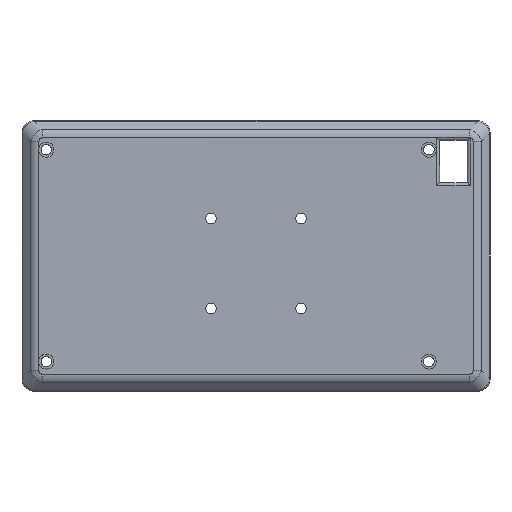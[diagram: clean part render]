
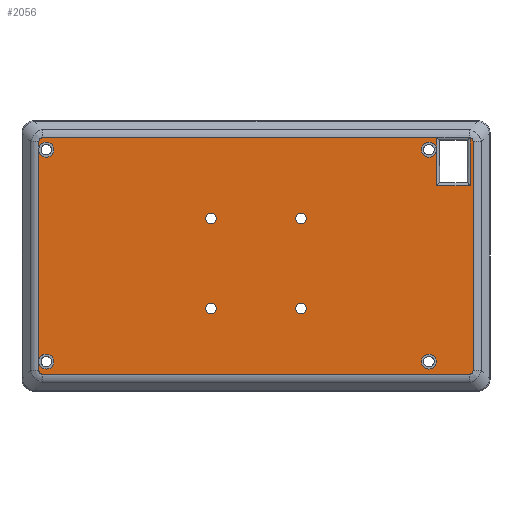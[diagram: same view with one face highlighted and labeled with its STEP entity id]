
A CAD part, front view. The second image highlights one B-rep face of the part: STEP entity #2056.
In plain terms, the highlighted planar face has unit normal (0, -1, 0).
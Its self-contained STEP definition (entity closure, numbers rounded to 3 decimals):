
#33=ELLIPSE('',#2229,2.771,1.6);
#34=ELLIPSE('',#2232,2.771,1.6);
#35=ELLIPSE('',#2233,2.771,1.6);
#36=ELLIPSE('',#2234,2.771,1.6);
#195=LINE('',#3303,#352);
#198=LINE('',#3322,#355);
#200=LINE('',#3326,#357);
#201=LINE('',#3329,#358);
#202=LINE('',#3333,#359);
#203=LINE('',#3337,#360);
#204=LINE('',#3341,#361);
#205=LINE('',#3345,#362);
#206=LINE('',#3349,#363);
#352=VECTOR('',#2581,10.);
#355=VECTOR('',#2588,10.);
#357=VECTOR('',#2594,10.);
#358=VECTOR('',#2597,10.);
#359=VECTOR('',#2600,10.);
#360=VECTOR('',#2603,10.);
#361=VECTOR('',#2606,10.);
#362=VECTOR('',#2609,10.);
#363=VECTOR('',#2612,10.);
#453=FACE_BOUND('',#639,.T.);
#454=FACE_BOUND('',#640,.T.);
#455=FACE_BOUND('',#641,.T.);
#456=FACE_BOUND('',#642,.T.);
#457=FACE_BOUND('',#643,.T.);
#458=FACE_BOUND('',#644,.T.);
#508=FACE_OUTER_BOUND('',#638,.T.);
#638=EDGE_LOOP('',(#1518,#1519,#1520,#1521,#1522,#1523,#1524,#1525,#1526,
#1527,#1528,#1529,#1530,#1531,#1532));
#639=EDGE_LOOP('',(#1533));
#640=EDGE_LOOP('',(#1534));
#641=EDGE_LOOP('',(#1535));
#642=EDGE_LOOP('',(#1536));
#643=EDGE_LOOP('',(#1537));
#644=EDGE_LOOP('',(#1538));
#779=CIRCLE('',#2230,2.5);
#780=CIRCLE('',#2231,2.5);
#781=CIRCLE('',#2235,2.5);
#782=CIRCLE('',#2236,2.5);
#783=CIRCLE('',#2237,1.75);
#784=CIRCLE('',#2238,1.75);
#785=CIRCLE('',#2239,1.75);
#786=CIRCLE('',#2240,1.75);
#917=VERTEX_POINT('',#3301);
#918=VERTEX_POINT('',#3302);
#921=VERTEX_POINT('',#3316);
#922=VERTEX_POINT('',#3321);
#923=VERTEX_POINT('',#3328);
#924=VERTEX_POINT('',#3330);
#925=VERTEX_POINT('',#3332);
#926=VERTEX_POINT('',#3334);
#927=VERTEX_POINT('',#3336);
#928=VERTEX_POINT('',#3338);
#929=VERTEX_POINT('',#3340);
#930=VERTEX_POINT('',#3342);
#931=VERTEX_POINT('',#3344);
#932=VERTEX_POINT('',#3346);
#933=VERTEX_POINT('',#3348);
#934=VERTEX_POINT('',#3351);
#935=VERTEX_POINT('',#3353);
#936=VERTEX_POINT('',#3355);
#937=VERTEX_POINT('',#3357);
#938=VERTEX_POINT('',#3359);
#939=VERTEX_POINT('',#3361);
#1140=EDGE_CURVE('',#917,#918,#195,.T.);
#1146=EDGE_CURVE('',#922,#921,#198,.T.);
#1149=EDGE_CURVE('',#922,#917,#200,.T.);
#1150=EDGE_CURVE('',#923,#921,#201,.T.);
#1151=EDGE_CURVE('',#924,#923,#33,.T.);
#1152=EDGE_CURVE('',#925,#924,#202,.T.);
#1153=EDGE_CURVE('',#925,#926,#779,.T.);
#1154=EDGE_CURVE('',#927,#926,#203,.T.);
#1155=EDGE_CURVE('',#927,#928,#780,.T.);
#1156=EDGE_CURVE('',#929,#928,#204,.T.);
#1157=EDGE_CURVE('',#930,#929,#34,.T.);
#1158=EDGE_CURVE('',#931,#930,#205,.T.);
#1159=EDGE_CURVE('',#932,#931,#35,.T.);
#1160=EDGE_CURVE('',#933,#932,#206,.T.);
#1161=EDGE_CURVE('',#918,#933,#36,.T.);
#1162=EDGE_CURVE('',#934,#934,#781,.T.);
#1163=EDGE_CURVE('',#935,#935,#782,.T.);
#1164=EDGE_CURVE('',#936,#936,#783,.T.);
#1165=EDGE_CURVE('',#937,#937,#784,.T.);
#1166=EDGE_CURVE('',#938,#938,#785,.T.);
#1167=EDGE_CURVE('',#939,#939,#786,.T.);
#1518=ORIENTED_EDGE('',*,*,#1140,.F.);
#1519=ORIENTED_EDGE('',*,*,#1149,.F.);
#1520=ORIENTED_EDGE('',*,*,#1146,.T.);
#1521=ORIENTED_EDGE('',*,*,#1150,.F.);
#1522=ORIENTED_EDGE('',*,*,#1151,.F.);
#1523=ORIENTED_EDGE('',*,*,#1152,.F.);
#1524=ORIENTED_EDGE('',*,*,#1153,.T.);
#1525=ORIENTED_EDGE('',*,*,#1154,.F.);
#1526=ORIENTED_EDGE('',*,*,#1155,.T.);
#1527=ORIENTED_EDGE('',*,*,#1156,.F.);
#1528=ORIENTED_EDGE('',*,*,#1157,.F.);
#1529=ORIENTED_EDGE('',*,*,#1158,.F.);
#1530=ORIENTED_EDGE('',*,*,#1159,.F.);
#1531=ORIENTED_EDGE('',*,*,#1160,.F.);
#1532=ORIENTED_EDGE('',*,*,#1161,.F.);
#1533=ORIENTED_EDGE('',*,*,#1162,.T.);
#1534=ORIENTED_EDGE('',*,*,#1163,.T.);
#1535=ORIENTED_EDGE('',*,*,#1164,.T.);
#1536=ORIENTED_EDGE('',*,*,#1165,.T.);
#1537=ORIENTED_EDGE('',*,*,#1166,.T.);
#1538=ORIENTED_EDGE('',*,*,#1167,.T.);
#1986=PLANE('',#2228);
#2056=ADVANCED_FACE('',(#508,#453,#454,#455,#456,#457,#458),#1986,.T.);
#2228=AXIS2_PLACEMENT_3D('',#3327,#2595,#2596);
#2229=AXIS2_PLACEMENT_3D('',#3331,#2598,#2599);
#2230=AXIS2_PLACEMENT_3D('',#3335,#2601,#2602);
#2231=AXIS2_PLACEMENT_3D('',#3339,#2604,#2605);
#2232=AXIS2_PLACEMENT_3D('',#3343,#2607,#2608);
#2233=AXIS2_PLACEMENT_3D('',#3347,#2610,#2611);
#2234=AXIS2_PLACEMENT_3D('',#3350,#2613,#2614);
#2235=AXIS2_PLACEMENT_3D('',#3352,#2615,#2616);
#2236=AXIS2_PLACEMENT_3D('',#3354,#2617,#2618);
#2237=AXIS2_PLACEMENT_3D('',#3356,#2619,#2620);
#2238=AXIS2_PLACEMENT_3D('',#3358,#2621,#2622);
#2239=AXIS2_PLACEMENT_3D('',#3360,#2623,#2624);
#2240=AXIS2_PLACEMENT_3D('',#3362,#2625,#2626);
#2581=DIRECTION('',(0.,0.,1.));
#2588=DIRECTION('',(0.,0.,1.));
#2594=DIRECTION('',(1.,0.,0.));
#2595=DIRECTION('center_axis',(0.,-1.,0.));
#2596=DIRECTION('ref_axis',(1.,0.,0.));
#2597=DIRECTION('',(1.,0.,0.));
#2598=DIRECTION('center_axis',(0.,1.,0.));
#2599=DIRECTION('ref_axis',(-0.707,0.,0.707));
#2600=DIRECTION('',(0.,0.,1.));
#2601=DIRECTION('center_axis',(0.,1.,0.));
#2602=DIRECTION('ref_axis',(1.,0.,0.));
#2603=DIRECTION('',(0.,0.,1.));
#2604=DIRECTION('center_axis',(0.,1.,0.));
#2605=DIRECTION('ref_axis',(1.,0.,0.));
#2606=DIRECTION('',(0.,0.,1.));
#2607=DIRECTION('center_axis',(0.,1.,0.));
#2608=DIRECTION('ref_axis',(-0.707,0.,-0.707));
#2609=DIRECTION('',(-1.,0.,0.));
#2610=DIRECTION('center_axis',(0.,1.,0.));
#2611=DIRECTION('ref_axis',(0.707,0.,-0.707));
#2612=DIRECTION('',(0.,0.,-1.));
#2613=DIRECTION('center_axis',(0.,1.,0.));
#2614=DIRECTION('ref_axis',(0.707,0.,0.707));
#2615=DIRECTION('center_axis',(0.,1.,0.));
#2616=DIRECTION('ref_axis',(1.,0.,0.));
#2617=DIRECTION('center_axis',(0.,1.,0.));
#2618=DIRECTION('ref_axis',(1.,0.,0.));
#2619=DIRECTION('center_axis',(0.,1.,0.));
#2620=DIRECTION('ref_axis',(1.,0.,0.));
#2621=DIRECTION('center_axis',(0.,1.,0.));
#2622=DIRECTION('ref_axis',(1.,0.,0.));
#2623=DIRECTION('center_axis',(0.,1.,0.));
#2624=DIRECTION('ref_axis',(1.,0.,0.));
#2625=DIRECTION('center_axis',(0.,1.,0.));
#2626=DIRECTION('ref_axis',(1.,0.,0.));
#3301=CARTESIAN_POINT('',(25.508,-2.35,37.841));
#3302=CARTESIAN_POINT('',(25.508,-2.35,53.783));
#3303=CARTESIAN_POINT('',(25.508,-2.35,34.698));
#3316=CARTESIAN_POINT('',(14.218,-2.35,53.803));
#3321=CARTESIAN_POINT('',(14.218,-2.35,37.841));
#3322=CARTESIAN_POINT('',(14.218,-2.35,-5.527));
#3326=CARTESIAN_POINT('',(-15.357,-2.35,37.841));
#3327=CARTESIAN_POINT('Origin',(-45.932,-2.35,14.435));
#3328=CARTESIAN_POINT('',(-117.119,-2.35,53.803));
#3329=CARTESIAN_POINT('',(-27.499,-2.35,53.803));
#3330=CARTESIAN_POINT('',(-118.25,-2.35,52.672));
#3331=CARTESIAN_POINT('Origin',(-115.987,-2.35,51.541));
#3332=CARTESIAN_POINT('',(-118.25,-2.35,50.39));
#3333=CARTESIAN_POINT('',(-118.25,-2.35,24.631));
#3334=CARTESIAN_POINT('',(-118.25,-2.35,49.33));
#3335=CARTESIAN_POINT('Origin',(-115.807,-2.35,49.86));
#3336=CARTESIAN_POINT('',(-118.25,-2.35,-20.21));
#3337=CARTESIAN_POINT('',(-118.25,-2.35,24.631));
#3338=CARTESIAN_POINT('',(-118.25,-2.35,-21.27));
#3339=CARTESIAN_POINT('Origin',(-115.807,-2.35,-20.74));
#3340=CARTESIAN_POINT('',(-118.25,-2.35,-23.801));
#3341=CARTESIAN_POINT('',(-118.25,-2.35,24.631));
#3342=CARTESIAN_POINT('',(-117.119,-2.35,-24.933));
#3343=CARTESIAN_POINT('Origin',(-115.987,-2.35,-22.67));
#3344=CARTESIAN_POINT('',(25.255,-2.35,-24.933));
#3345=CARTESIAN_POINT('',(-64.365,-2.35,-24.933));
#3346=CARTESIAN_POINT('',(26.386,-2.35,-23.801));
#3347=CARTESIAN_POINT('Origin',(24.123,-2.35,-22.67));
#3348=CARTESIAN_POINT('',(26.386,-2.35,52.672));
#3349=CARTESIAN_POINT('',(26.386,-2.35,4.24));
#3350=CARTESIAN_POINT('Origin',(24.123,-2.35,51.541));
#3351=CARTESIAN_POINT('',(9.193,-2.35,49.86));
#3352=CARTESIAN_POINT('Origin',(11.693,-2.35,49.86));
#3353=CARTESIAN_POINT('',(9.193,-2.35,-20.74));
#3354=CARTESIAN_POINT('Origin',(11.693,-2.35,-20.74));
#3355=CARTESIAN_POINT('',(-62.682,-2.35,-3.075));
#3356=CARTESIAN_POINT('Origin',(-60.932,-2.35,-3.075));
#3357=CARTESIAN_POINT('',(-62.682,-2.35,26.935));
#3358=CARTESIAN_POINT('Origin',(-60.932,-2.35,26.935));
#3359=CARTESIAN_POINT('',(-32.682,-2.35,-3.075));
#3360=CARTESIAN_POINT('Origin',(-30.932,-2.35,-3.075));
#3361=CARTESIAN_POINT('',(-32.682,-2.35,26.935));
#3362=CARTESIAN_POINT('Origin',(-30.932,-2.35,26.935));
